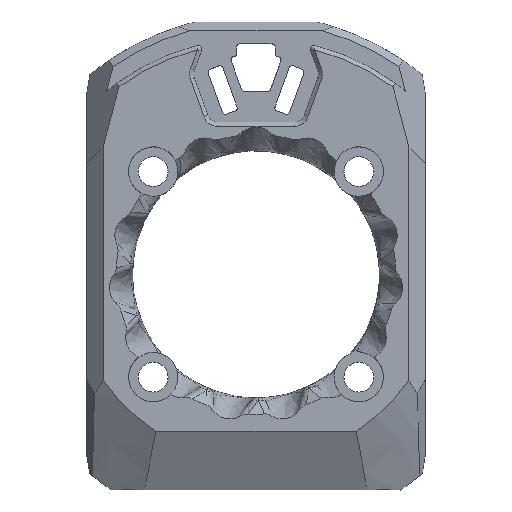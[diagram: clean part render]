
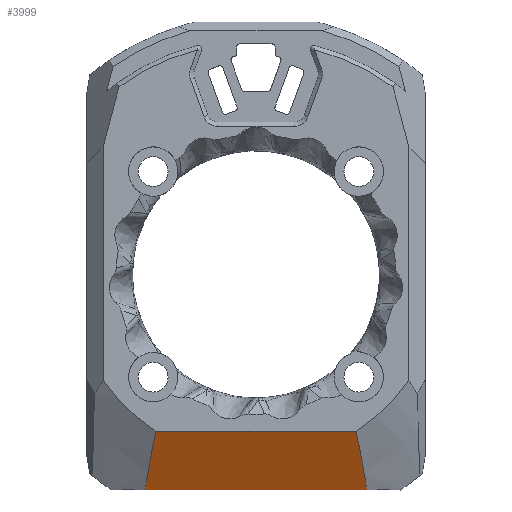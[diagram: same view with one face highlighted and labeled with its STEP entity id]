
A CAD part, front view. The second image highlights one B-rep face of the part: STEP entity #3999.
In plain terms, the highlighted planar face has unit normal (0, -0.875, -0.484).
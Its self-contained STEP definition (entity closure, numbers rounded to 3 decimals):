
#225=LINE('',#5778,#399);
#268=LINE('',#6539,#442);
#399=VECTOR('',#4510,1000.);
#442=VECTOR('',#4747,1000.);
#572=PLANE('',#4323);
#789=FACE_OUTER_BOUND('',#1042,.T.);
#1042=EDGE_LOOP('',(#3569,#3570,#3571,#3572));
#1489=ELLIPSE('',#4054,48.775,12.186);
#1490=ELLIPSE('',#4059,48.775,12.186);
#1529=VERTEX_POINT('',#5170);
#1530=VERTEX_POINT('',#5171);
#1539=VERTEX_POINT('',#5213);
#1540=VERTEX_POINT('',#5214);
#1911=EDGE_CURVE('',#1529,#1530,#1489,.F.);
#1921=EDGE_CURVE('',#1539,#1540,#1490,.F.);
#2012=EDGE_CURVE('',#1539,#1530,#225,.T.);
#2178=EDGE_CURVE('',#1529,#1540,#268,.T.);
#3569=ORIENTED_EDGE('',*,*,#1911,.T.);
#3570=ORIENTED_EDGE('',*,*,#2012,.F.);
#3571=ORIENTED_EDGE('',*,*,#1921,.T.);
#3572=ORIENTED_EDGE('',*,*,#2178,.F.);
#3999=ADVANCED_FACE('',(#789),#572,.F.);
#4054=AXIS2_PLACEMENT_3D('',#5172,#4370,#4371);
#4059=AXIS2_PLACEMENT_3D('',#5215,#4383,#4384);
#4323=AXIS2_PLACEMENT_3D('',#17614,#5031,#5032);
#4370=DIRECTION('center_axis',(0.,0.875,
0.484));
#4371=DIRECTION('ref_axis',(0.,0.484,-0.875));
#4383=DIRECTION('center_axis',(0.,0.875,
0.484));
#4384=DIRECTION('ref_axis',(0.,0.484,-0.875));
#4510=DIRECTION('',(1.,0.,0.));
#4747=DIRECTION('',(-1.,0.,0.));
#5031=DIRECTION('center_axis',(0.,0.875,
0.484));
#5032=DIRECTION('ref_axis',(0.,-0.484,0.875));
#5170=CARTESIAN_POINT('',(110.776,-5.392,0.));
#5171=CARTESIAN_POINT('',(109.739,-8.56,5.726));
#5172=CARTESIAN_POINT('Origin',(100.,5.633,-19.926));
#5213=CARTESIAN_POINT('',(90.261,-8.56,5.726));
#5214=CARTESIAN_POINT('',(89.224,-5.392,0.));
#5215=CARTESIAN_POINT('Origin',(100.,5.633,-19.926));
#5778=CARTESIAN_POINT('',(80.,-8.56,5.726));
#6539=CARTESIAN_POINT('',(87.48,-5.392,0.));
#17614=CARTESIAN_POINT('Origin',(80.,-5.461,0.125));
